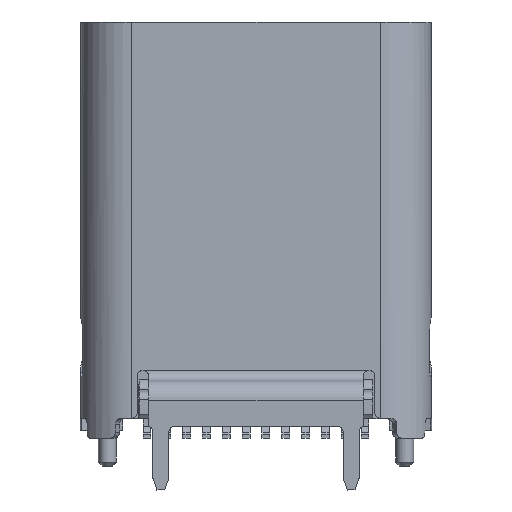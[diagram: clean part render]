
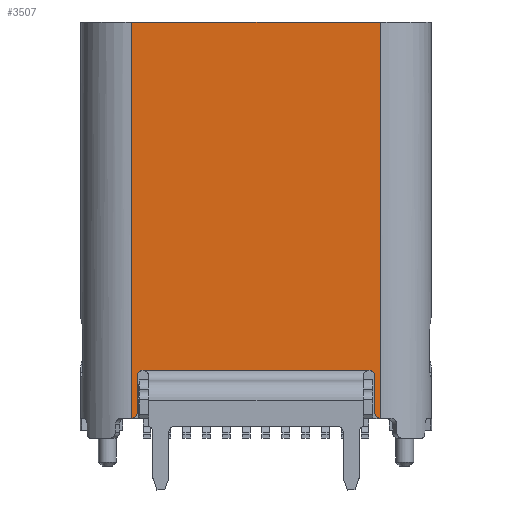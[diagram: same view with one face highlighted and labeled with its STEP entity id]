
A CAD part, top view. The second image highlights one B-rep face of the part: STEP entity #3507.
In plain terms, the highlighted planar face has unit normal (0, 0, 1).
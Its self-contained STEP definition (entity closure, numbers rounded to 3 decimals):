
#3507 = ADVANCED_FACE( 'NONE', ( #7642 ), #7643, .T. );
#7642 = FACE_OUTER_BOUND( '', #12664, .T. );
#7643 = PLANE( '', #12665 );
#12664 = EDGE_LOOP( '', ( #23606, #23607, #23608, #23609, #23610, #23611, #23612, #23613, #23614, #23615 ) );
#12665 = AXIS2_PLACEMENT_3D( '', #23616, #23617, #23618 );
#23606 = ORIENTED_EDGE( '', *, *, #32508, .T. );
#23607 = ORIENTED_EDGE( '', *, *, #33232, .T. );
#23608 = ORIENTED_EDGE( '', *, *, #33164, .T. );
#23609 = ORIENTED_EDGE( '', *, *, #30372, .T. );
#23610 = ORIENTED_EDGE( '', *, *, #31522, .T. );
#23611 = ORIENTED_EDGE( '', *, *, #30601, .T. );
#23612 = ORIENTED_EDGE( '', *, *, #32430, .T. );
#23613 = ORIENTED_EDGE( '', *, *, #33233, .T. );
#23614 = ORIENTED_EDGE( '', *, *, #33234, .T. );
#23615 = ORIENTED_EDGE( '', *, *, #33235, .T. );
#23616 = CARTESIAN_POINT( '', ( 0., 5.5, 1.53 ) );
#23617 = DIRECTION( '', ( 0., 0., 1. ) );
#23618 = DIRECTION( '', ( 1., 0., 0. ) );
#30372 = EDGE_CURVE( 'NONE', #37186, #37215, #37217, .T. );
#30601 = EDGE_CURVE( 'NONE', #37597, #37595, #37598, .T. );
#31522 = EDGE_CURVE( 'NONE', #37215, #37597, #39045, .T. );
#32430 = EDGE_CURVE( 'NONE', #37595, #40363, #40365, .T. );
#32508 = EDGE_CURVE( 'NONE', #40470, #40467, #40471, .T. );
#33164 = EDGE_CURVE( 'NONE', #41325, #37186, #41326, .T. );
#33232 = EDGE_CURVE( 'NONE', #40467, #41325, #41407, .T. );
#33233 = EDGE_CURVE( 'NONE', #40363, #41408, #41409, .T. );
#33234 = EDGE_CURVE( 'NONE', #41408, #41410, #41411, .T. );
#33235 = EDGE_CURVE( 'NONE', #41410, #40470, #41412, .T. );
#37186 = VERTEX_POINT( 'NONE', #47214 );
#37215 = VERTEX_POINT( 'NONE', #47252 );
#37217 = LINE( '', #47254, #47255 );
#37595 = VERTEX_POINT( 'NONE', #47808 );
#37597 = VERTEX_POINT( 'NONE', #47811 );
#37598 = CIRCLE( '', #47812, 0.15 );
#39045 = LINE( '', #50223, #50224 );
#40363 = VERTEX_POINT( 'NONE', #52511 );
#40365 = LINE( '', #52514, #52515 );
#40467 = VERTEX_POINT( 'NONE', #52666 );
#40470 = VERTEX_POINT( 'NONE', #52670 );
#40471 = LINE( '', #52671, #52672 );
#41325 = VERTEX_POINT( 'NONE', #54144 );
#41326 = LINE( '', #54145, #54146 );
#41407 = CIRCLE( '', #54293, 0.15 );
#41408 = VERTEX_POINT( 'NONE', #54294 );
#41409 = CIRCLE( '', #54295, 0.15 );
#41410 = VERTEX_POINT( 'NONE', #54296 );
#41411 = LINE( '', #54297, #54298 );
#41412 = CIRCLE( '', #54299, 0.15 );
#47214 = CARTESIAN_POINT( '', ( 3.14, 10.5, 1.53 ) );
#47252 = CARTESIAN_POINT( '', ( -3.14, 10.5, 1.53 ) );
#47254 = CARTESIAN_POINT( '', ( 0., 10.5, 1.53 ) );
#47255 = VECTOR( '', #57806, 1000. );
#47808 = CARTESIAN_POINT( '', ( -3., 0.65, 1.53 ) );
#47811 = CARTESIAN_POINT( '', ( -3.14, 0.5, 1.53 ) );
#47812 = AXIS2_PLACEMENT_3D( '', #58057, #58058, #58059 );
#50223 = CARTESIAN_POINT( '', ( -3.14, 5.5, 1.53 ) );
#50224 = VECTOR( '', #58893, 1000. );
#52511 = CARTESIAN_POINT( '', ( -3., 1.56, 1.53 ) );
#52514 = CARTESIAN_POINT( '', ( -3., 5.5, 1.53 ) );
#52515 = VECTOR( '', #59680, 1000. );
#52666 = CARTESIAN_POINT( '', ( 3., 0.65, 1.53 ) );
#52670 = CARTESIAN_POINT( '', ( 3., 1.56, 1.53 ) );
#52671 = CARTESIAN_POINT( '', ( 3., 5.5, 1.53 ) );
#52672 = VECTOR( '', #59752, 1000. );
#54144 = CARTESIAN_POINT( '', ( 3.14, 0.5, 1.53 ) );
#54145 = CARTESIAN_POINT( '', ( 3.14, 5.5, 1.53 ) );
#54146 = VECTOR( '', #60297, 1000. );
#54293 = AXIS2_PLACEMENT_3D( '', #60343, #60344, #60345 );
#54294 = CARTESIAN_POINT( '', ( -2.85, 1.71, 1.53 ) );
#54295 = AXIS2_PLACEMENT_3D( '', #60346, #60347, #60348 );
#54296 = CARTESIAN_POINT( '', ( 2.85, 1.71, 1.53 ) );
#54297 = CARTESIAN_POINT( '', ( 0., 1.71, 1.53 ) );
#54298 = VECTOR( '', #60349, 1000. );
#54299 = AXIS2_PLACEMENT_3D( '', #60350, #60351, #60352 );
#57806 = DIRECTION( '', ( -1., 0., 0. ) );
#58057 = CARTESIAN_POINT( '', ( -3.15, 0.65, 1.53 ) );
#58058 = DIRECTION( '', ( 0., 0., 1. ) );
#58059 = DIRECTION( '', ( -1., 0., 0. ) );
#58893 = DIRECTION( '', ( 0., -1., 0. ) );
#59680 = DIRECTION( '', ( 0., 1., 0. ) );
#59752 = DIRECTION( '', ( 0., -1., 0. ) );
#60297 = DIRECTION( '', ( 0., 1., 0. ) );
#60343 = CARTESIAN_POINT( '', ( 3.15, 0.65, 1.53 ) );
#60344 = DIRECTION( '', ( 0., 0., 1. ) );
#60345 = DIRECTION( '', ( 1., 0., 0. ) );
#60346 = CARTESIAN_POINT( '', ( -2.85, 1.56, 1.53 ) );
#60347 = DIRECTION( '', ( 0., 0., -1. ) );
#60348 = DIRECTION( '', ( -1., 0., 0. ) );
#60349 = DIRECTION( '', ( 1., 0., 0. ) );
#60350 = CARTESIAN_POINT( '', ( 2.85, 1.56, 1.53 ) );
#60351 = DIRECTION( '', ( 0., 0., -1. ) );
#60352 = DIRECTION( '', ( -1., 0., 0. ) );
